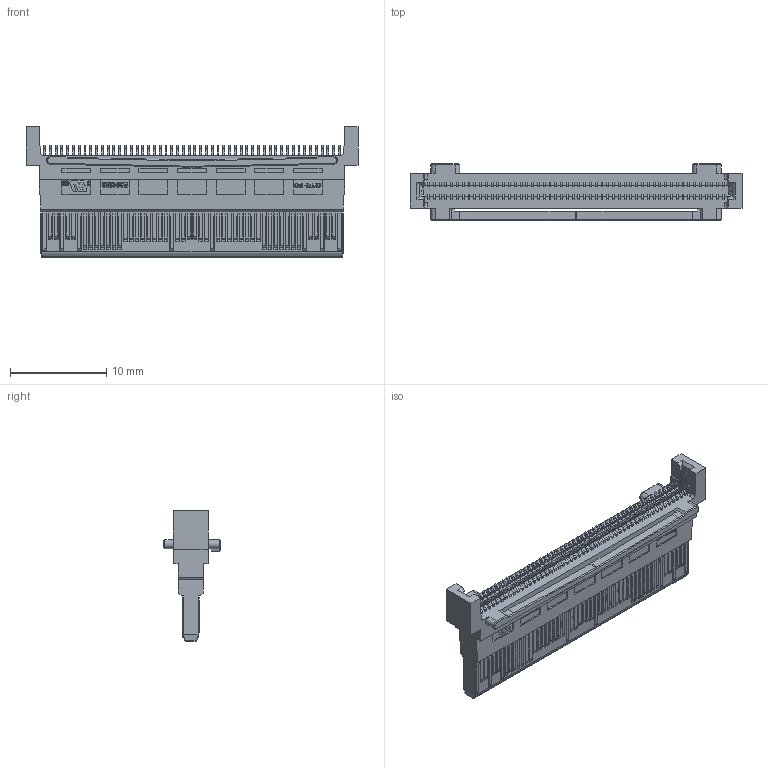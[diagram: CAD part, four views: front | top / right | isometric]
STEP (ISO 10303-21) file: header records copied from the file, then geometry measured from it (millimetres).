
FILE_DESCRIPTION (( 'STEP AP214' ), '1' );
FILE_NAME ('05-00234--A114885-001.STEP', '2020-09-23T08:45:59', ( '' ), ( '' ), 'SwSTEP 2.0', 'SolidWorks 2018', '' );
FILE_SCHEMA (( 'AUTOMOTIVE_DESIGN' ));
Length unit declared in the file: millimetre
Products named in the file (2): 05-00234--A114885-001
Bounding box: 34.45 x 5.85 x 13.55 mm (x, y, z)
Volume: 840.6 mm3; surface area: 1425.8 mm2
Topology: 1 solids, 1 shells, 3860 faces, 11067 edges, 7358 vertices
Faces by surface type: plane 2765, cylinder 894, bspline 188, cone 9, sphere 4
Entity records: 130635 total; most frequent: CARTESIAN_POINT 29928, ORIENTED_EDGE 22134, DIRECTION 19385, EDGE_CURVE 11067, LINE 8901, VECTOR 8901, VERTEX_POINT 7358, AXIS2_PLACEMENT_3D 5242
